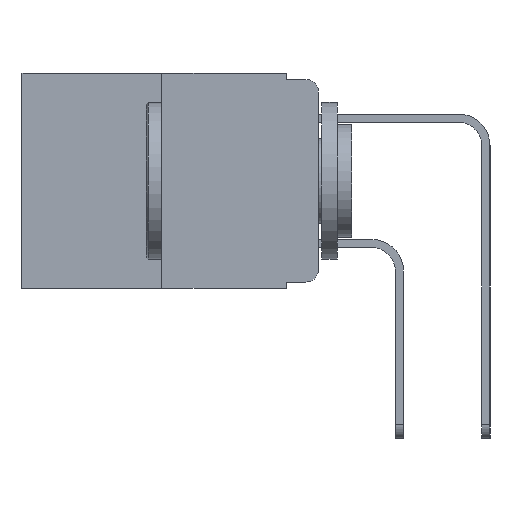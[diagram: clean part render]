
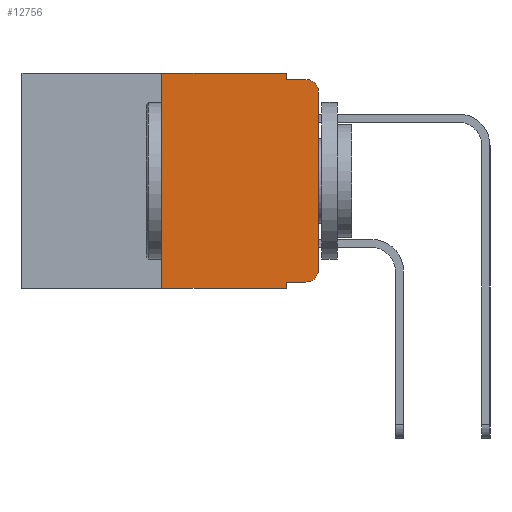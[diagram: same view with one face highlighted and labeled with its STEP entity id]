
A CAD part, left-side view. The second image highlights one B-rep face of the part: STEP entity #12756.
In plain terms, the highlighted planar face has unit normal (-1, 0, 0).
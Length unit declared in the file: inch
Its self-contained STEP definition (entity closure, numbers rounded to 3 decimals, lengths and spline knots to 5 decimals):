
#243 = EDGE_CURVE ( 'NONE', #1234, #2880, #3682, .T. ) ;
#635 = CARTESIAN_POINT ( 'NONE',  ( 0., 0.25, 0. ) ) ;
#759 = VERTEX_POINT ( 'NONE', #8766 ) ;
#968 = FACE_OUTER_BOUND ( 'NONE', #4412, .T. ) ;
#1200 = CARTESIAN_POINT ( 'NONE',  ( 0., 0., 0. ) ) ;
#1234 = VERTEX_POINT ( 'NONE', #3173 ) ;
#1403 = DIRECTION ( 'NONE',  ( 0., -1., 0. ) ) ;
#1834 = CARTESIAN_POINT ( 'NONE',  ( 0., 0.051, 0. ) ) ;
#1839 = PLANE ( 'NONE',  #2274 ) ;
#2053 = EDGE_CURVE ( 'NONE', #2243, #6238, #3934, .T. ) ;
#2165 = LINE ( 'NONE', #12093, #13177 ) ;
#2183 = LINE ( 'NONE', #1200, #10458 ) ;
#2243 = VERTEX_POINT ( 'NONE', #12345 ) ;
#2274 = AXIS2_PLACEMENT_3D ( 'NONE', #4136, #11565, #5255 ) ;
#2307 = ORIENTED_EDGE ( 'NONE', *, *, #6952, .F. ) ;
#2649 = VECTOR ( 'NONE', #13604, 39.37008 ) ;
#2880 = VERTEX_POINT ( 'NONE', #7111 ) ;
#3173 = CARTESIAN_POINT ( 'NONE',  ( 0., 0.02, -0.333 ) ) ;
#3213 = ORIENTED_EDGE ( 'NONE', *, *, #13122, .T. ) ;
#3221 = DIRECTION ( 'NONE',  ( 0., 0., -1. ) ) ;
#3295 = CARTESIAN_POINT ( 'NONE',  ( 0., 0.25, 0. ) ) ;
#3468 = DIRECTION ( 'NONE',  ( -1., 0., 0. ) ) ;
#3682 = CIRCLE ( 'NONE', #12338, 0.02 ) ;
#3767 = DIRECTION ( 'NONE',  ( 0., 0., -1. ) ) ;
#3909 = VERTEX_POINT ( 'NONE', #5927 ) ;
#3934 = CIRCLE ( 'NONE', #12606, 0.02 ) ;
#4136 = CARTESIAN_POINT ( 'NONE',  ( 0., 0.473, 0. ) ) ;
#4374 = DIRECTION ( 'NONE',  ( 0., 0., 1. ) ) ;
#4412 = EDGE_LOOP ( 'NONE', ( #12440, #8296, #9256, #5080, #6466, #2307, #11856, #7640, #3213, #4568 ) ) ;
#4568 = ORIENTED_EDGE ( 'NONE', *, *, #243, .T. ) ;
#4887 = DIRECTION ( 'NONE',  ( 0., 0., -1. ) ) ;
#5080 = ORIENTED_EDGE ( 'NONE', *, *, #9694, .F. ) ;
#5255 = DIRECTION ( 'NONE',  ( 0., 0., -1. ) ) ;
#5391 = VECTOR ( 'NONE', #1403, 39.37008 ) ;
#5927 = CARTESIAN_POINT ( 'NONE',  ( 0., 0.051, -0.343 ) ) ;
#6016 = EDGE_CURVE ( 'NONE', #11014, #12505, #7779, .T. ) ;
#6018 = CARTESIAN_POINT ( 'NONE',  ( 0., 0.02, -0.03 ) ) ;
#6238 = VERTEX_POINT ( 'NONE', #13927 ) ;
#6341 = EDGE_CURVE ( 'NONE', #13766, #6238, #9730, .T. ) ;
#6343 = CARTESIAN_POINT ( 'NONE',  ( 0., 0.473, 0. ) ) ;
#6466 = ORIENTED_EDGE ( 'NONE', *, *, #6016, .F. ) ;
#6564 = EDGE_CURVE ( 'NONE', #759, #3909, #11005, .T. ) ;
#6628 = DIRECTION ( 'NONE',  ( -1., 0., 0. ) ) ;
#6649 = CARTESIAN_POINT ( 'NONE',  ( 0., 0.051, -0.333 ) ) ;
#6744 = VECTOR ( 'NONE', #4374, 39.37008 ) ;
#6935 = VECTOR ( 'NONE', #14021, 39.37008 ) ;
#6952 = EDGE_CURVE ( 'NONE', #759, #11014, #7077, .T. ) ;
#6982 = CARTESIAN_POINT ( 'NONE',  ( 0., 0.473, -0.343 ) ) ;
#7077 = LINE ( 'NONE', #3295, #6744 ) ;
#7111 = CARTESIAN_POINT ( 'NONE',  ( 0., 0., -0.313 ) ) ;
#7374 = DIRECTION ( 'NONE',  ( 0., 0., -1. ) ) ;
#7640 = ORIENTED_EDGE ( 'NONE', *, *, #12416, .F. ) ;
#7779 = LINE ( 'NONE', #6343, #2649 ) ;
#8187 = VERTEX_POINT ( 'NONE', #6649 ) ;
#8296 = ORIENTED_EDGE ( 'NONE', *, *, #2053, .T. ) ;
#8635 = CARTESIAN_POINT ( 'NONE',  ( 0., 0.051, 0. ) ) ;
#8766 = CARTESIAN_POINT ( 'NONE',  ( 0., 0.25, -0.343 ) ) ;
#9013 = DIRECTION ( 'NONE',  ( 0., -1., 0. ) ) ;
#9256 = ORIENTED_EDGE ( 'NONE', *, *, #6341, .F. ) ;
#9694 = EDGE_CURVE ( 'NONE', #12505, #13766, #11466, .T. ) ;
#9730 = LINE ( 'NONE', #13006, #6935 ) ;
#10028 = DIRECTION ( 'NONE',  ( 0., 0., 1. ) ) ;
#10321 = LINE ( 'NONE', #8635, #13029 ) ;
#10458 = VECTOR ( 'NONE', #10028, 39.37008 ) ;
#11005 = LINE ( 'NONE', #6982, #5391 ) ;
#11014 = VERTEX_POINT ( 'NONE', #635 ) ;
#11466 = LINE ( 'NONE', #1834, #14220 ) ;
#11565 = DIRECTION ( 'NONE',  ( 1., 0., 0. ) ) ;
#11856 = ORIENTED_EDGE ( 'NONE', *, *, #6564, .T. ) ;
#11862 = CARTESIAN_POINT ( 'NONE',  ( 0., 0.051, 0. ) ) ;
#12093 = CARTESIAN_POINT ( 'NONE',  ( 0., 0.051, -0.333 ) ) ;
#12338 = AXIS2_PLACEMENT_3D ( 'NONE', #13153, #3468, #4887 ) ;
#12345 = CARTESIAN_POINT ( 'NONE',  ( 0., 0., -0.03 ) ) ;
#12416 = EDGE_CURVE ( 'NONE', #8187, #3909, #10321, .T. ) ;
#12440 = ORIENTED_EDGE ( 'NONE', *, *, #12649, .T. ) ;
#12505 = VERTEX_POINT ( 'NONE', #11862 ) ;
#12606 = AXIS2_PLACEMENT_3D ( 'NONE', #6018, #6628, #3767 ) ;
#12649 = EDGE_CURVE ( 'NONE', #2880, #2243, #2183, .T. ) ;
#12756 = ADVANCED_FACE ( 'NONE', ( #968 ), #1839, .F. ) ;
#13006 = CARTESIAN_POINT ( 'NONE',  ( 0., 0.051, -0.01 ) ) ;
#13029 = VECTOR ( 'NONE', #3221, 39.37008 ) ;
#13122 = EDGE_CURVE ( 'NONE', #8187, #1234, #2165, .T. ) ;
#13153 = CARTESIAN_POINT ( 'NONE',  ( 0., 0.02, -0.313 ) ) ;
#13177 = VECTOR ( 'NONE', #9013, 39.37008 ) ;
#13604 = DIRECTION ( 'NONE',  ( 0., -1., 0. ) ) ;
#13766 = VERTEX_POINT ( 'NONE', #14081 ) ;
#13927 = CARTESIAN_POINT ( 'NONE',  ( 0., 0.02, -0.01 ) ) ;
#14021 = DIRECTION ( 'NONE',  ( 0., -1., 0. ) ) ;
#14081 = CARTESIAN_POINT ( 'NONE',  ( 0., 0.051, -0.01 ) ) ;
#14220 = VECTOR ( 'NONE', #7374, 39.37008 ) ;
